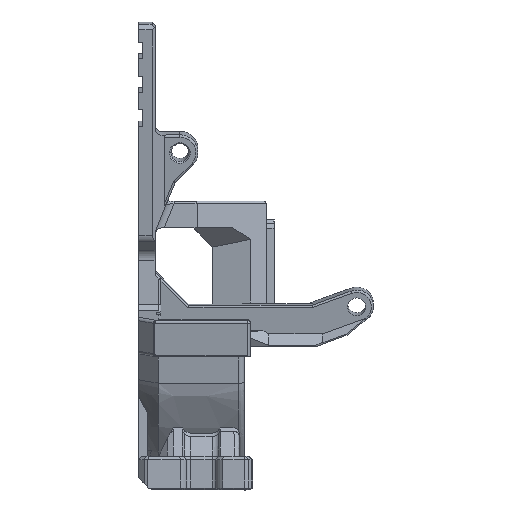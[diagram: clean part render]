
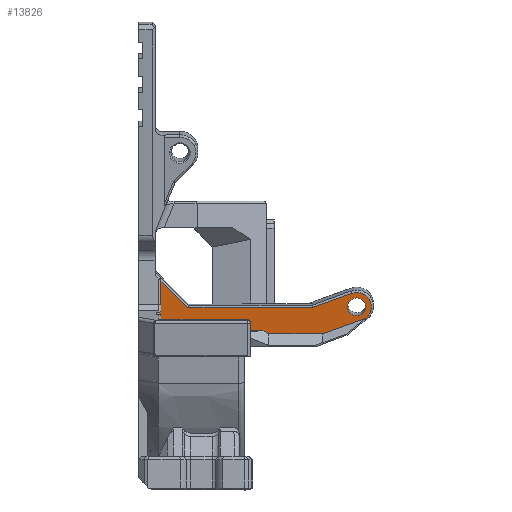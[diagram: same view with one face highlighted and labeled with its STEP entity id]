
A CAD part, left-side view. The second image highlights one B-rep face of the part: STEP entity #13826.
In plain terms, the highlighted planar face has unit normal (-0.985, 0, -0.174).
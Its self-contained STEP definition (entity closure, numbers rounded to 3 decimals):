
#162=FACE_BOUND('',#1980,.T.);
#606=PLANE('',#14815);
#1181=FACE_OUTER_BOUND('',#1979,.T.);
#1979=EDGE_LOOP('',(#11243,#11244,#11245,#11246,#11247,#11248,#11249,#11250,
#11251,#11252,#11253,#11254));
#1980=EDGE_LOOP('',(#11255));
#2913=CIRCLE('',#14798,2.2);
#2917=CIRCLE('',#14816,3.556);
#3765=LINE('',#31014,#5036);
#3793=LINE('',#31072,#5064);
#3794=LINE('',#31075,#5065);
#3795=LINE('',#31077,#5066);
#3796=LINE('',#31081,#5067);
#3797=LINE('',#31083,#5068);
#3798=LINE('',#31085,#5069);
#3799=LINE('',#31087,#5070);
#3800=LINE('',#31089,#5071);
#3801=LINE('',#31091,#5072);
#3802=LINE('',#31092,#5073);
#5036=VECTOR('',#17254,10.);
#5064=VECTOR('',#17296,10.);
#5065=VECTOR('',#17299,10.);
#5066=VECTOR('',#17300,10.);
#5067=VECTOR('',#17303,10.);
#5068=VECTOR('',#17304,10.);
#5069=VECTOR('',#17305,10.);
#5070=VECTOR('',#17306,1000.);
#5071=VECTOR('',#17307,10.);
#5072=VECTOR('',#17308,1000.);
#5073=VECTOR('',#17309,10.);
#6455=VERTEX_POINT('',#30858);
#6476=VERTEX_POINT('',#31011);
#6477=VERTEX_POINT('',#31013);
#6500=VERTEX_POINT('',#31070);
#6501=VERTEX_POINT('',#31074);
#6502=VERTEX_POINT('',#31076);
#6503=VERTEX_POINT('',#31078);
#6504=VERTEX_POINT('',#31080);
#6505=VERTEX_POINT('',#31082);
#6506=VERTEX_POINT('',#31084);
#6507=VERTEX_POINT('',#31086);
#6508=VERTEX_POINT('',#31088);
#6509=VERTEX_POINT('',#31090);
#8155=EDGE_CURVE('',#6455,#6455,#2913,.F.);
#8186=EDGE_CURVE('',#6477,#6476,#3765,.T.);
#8215=EDGE_CURVE('',#6476,#6500,#3793,.F.);
#8216=EDGE_CURVE('',#6500,#6501,#3794,.T.);
#8217=EDGE_CURVE('',#6502,#6501,#3795,.F.);
#8218=EDGE_CURVE('',#6503,#6502,#2917,.T.);
#8219=EDGE_CURVE('',#6504,#6503,#3796,.T.);
#8220=EDGE_CURVE('',#6505,#6504,#3797,.T.);
#8221=EDGE_CURVE('',#6506,#6505,#3798,.T.);
#8222=EDGE_CURVE('',#6506,#6507,#3799,.T.);
#8223=EDGE_CURVE('',#6507,#6508,#3800,.F.);
#8224=EDGE_CURVE('',#6509,#6508,#3801,.T.);
#8225=EDGE_CURVE('',#6509,#6477,#3802,.F.);
#11243=ORIENTED_EDGE('',*,*,#8186,.T.);
#11244=ORIENTED_EDGE('',*,*,#8215,.T.);
#11245=ORIENTED_EDGE('',*,*,#8216,.T.);
#11246=ORIENTED_EDGE('',*,*,#8217,.F.);
#11247=ORIENTED_EDGE('',*,*,#8218,.F.);
#11248=ORIENTED_EDGE('',*,*,#8219,.F.);
#11249=ORIENTED_EDGE('',*,*,#8220,.F.);
#11250=ORIENTED_EDGE('',*,*,#8221,.F.);
#11251=ORIENTED_EDGE('',*,*,#8222,.T.);
#11252=ORIENTED_EDGE('',*,*,#8223,.T.);
#11253=ORIENTED_EDGE('',*,*,#8224,.F.);
#11254=ORIENTED_EDGE('',*,*,#8225,.T.);
#11255=ORIENTED_EDGE('',*,*,#8155,.T.);
#13826=ADVANCED_FACE('',(#1181,#162),#606,.F.);
#14798=AXIS2_PLACEMENT_3D('',#30859,#17210,#17211);
#14815=AXIS2_PLACEMENT_3D('',#31073,#17297,#17298);
#14816=AXIS2_PLACEMENT_3D('',#31079,#17301,#17302);
#17210=DIRECTION('center_axis',(-0.985,0.,
-0.174));
#17211=DIRECTION('ref_axis',(0.174,0.,-0.985));
#17254=DIRECTION('',(0.092,-0.848,-0.522));
#17296=DIRECTION('',(0.,1.,0.));
#17297=DIRECTION('center_axis',(0.985,0.,
0.174));
#17298=DIRECTION('ref_axis',(0.174,0.,-0.985));
#17299=DIRECTION('',(-0.06,-0.939,0.339));
#17300=DIRECTION('',(0.166,0.3,-0.939));
#17301=DIRECTION('center_axis',(0.985,0.,
0.174));
#17302=DIRECTION('ref_axis',(-0.104,-0.8,0.59));
#17303=DIRECTION('',(-0.06,-0.939,0.339));
#17304=DIRECTION('',(0.,-1.,0.));
#17305=DIRECTION('',(0.123,-0.707,-0.696));
#17306=DIRECTION('',(0.174,0.,-0.985));
#17307=DIRECTION('',(0.,1.,0.));
#17308=DIRECTION('',(0.174,0.,-0.985));
#17309=DIRECTION('',(0.,1.,0.));
#30858=CARTESIAN_POINT('',(95.154,-57.097,63.372));
#30859=CARTESIAN_POINT('Origin',(95.536,-57.097,61.205));
#31011=CARTESIAN_POINT('',(96.694,-35.649,54.635));
#31013=CARTESIAN_POINT('',(96.547,-34.291,55.472));
#31014=CARTESIAN_POINT('',(96.009,-29.345,58.52));
#31070=CARTESIAN_POINT('',(96.694,-48.756,54.635));
#31072=CARTESIAN_POINT('',(96.694,-25.375,54.635));
#31073=CARTESIAN_POINT('Origin',(96.654,-19.597,54.866));
#31074=CARTESIAN_POINT('',(96.027,-59.217,58.418));
#31075=CARTESIAN_POINT('',(96.793,-47.215,54.078));
#31076=CARTESIAN_POINT('',(96.033,-59.208,58.387));
#31077=CARTESIAN_POINT('',(97.643,-56.289,49.253));
#31078=CARTESIAN_POINT('',(94.956,-55.871,64.492));
#31079=CARTESIAN_POINT('Origin',(95.536,-57.097,61.205));
#31080=CARTESIAN_POINT('',(95.564,-46.339,61.045));
#31081=CARTESIAN_POINT('',(96.076,-38.307,58.141));
#31082=CARTESIAN_POINT('',(95.564,-16.045,61.045));
#31083=CARTESIAN_POINT('',(95.564,-19.597,61.045));
#31084=CARTESIAN_POINT('',(94.427,-9.497,67.494));
#31085=CARTESIAN_POINT('',(96.045,-18.816,58.317));
#31086=CARTESIAN_POINT('',(96.873,-9.497,53.622));
#31087=CARTESIAN_POINT('',(96.654,-9.497,54.866));
#31088=CARTESIAN_POINT('',(96.873,-29.697,53.622));
#31089=CARTESIAN_POINT('',(96.873,-19.208,53.622));
#31090=CARTESIAN_POINT('',(96.547,-29.697,55.472));
#31091=CARTESIAN_POINT('',(96.654,-29.697,54.866));
#31092=CARTESIAN_POINT('',(96.547,-18.597,55.472));
